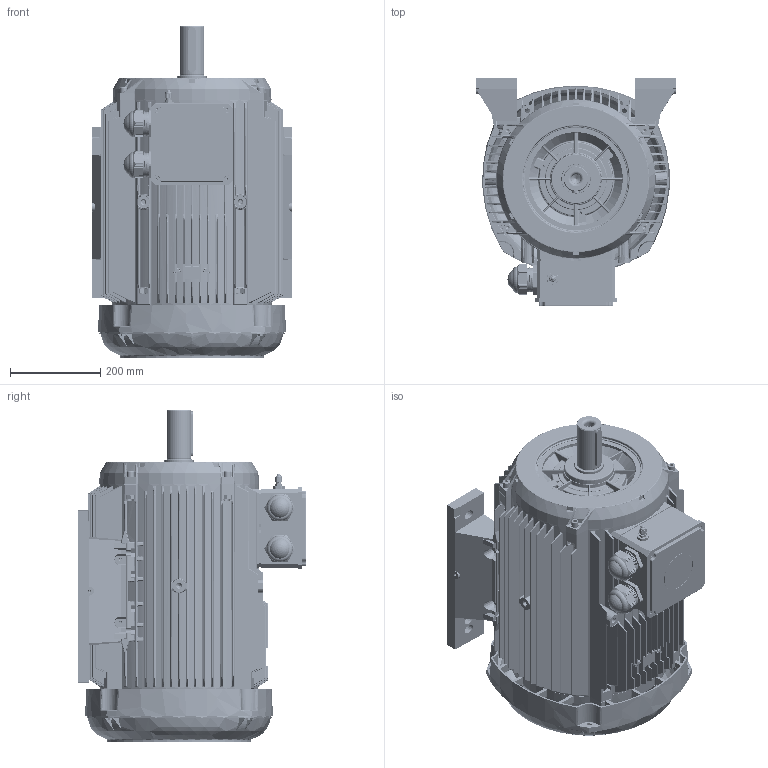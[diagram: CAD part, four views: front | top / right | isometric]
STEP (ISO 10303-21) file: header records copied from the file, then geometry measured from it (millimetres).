
FILE_DESCRIPTION(/* description */ (''),/* implementation_level */ '2;1');
FILE_NAME(/* name */ '(QE series) 225_B3_2P.stp',/* time_stamp */ '2024-07-29T13:17:42+03:00',/* author */ (''),/* organization */ (''),/* preprocessor_version */ 'ST-DEVELOPER v18.102',/* originating_system */ 'SIEMENS PLM Software NX2206.8101',/* authorisation */ '');
FILE_SCHEMA (('AUTOMOTIVE_DESIGN { 1 0 10303 214 3 1 1 1 }'));
Products named in the file (1): AB_objects
Bounding box: 442 x 507.5 x 736.99 mm (x, y, z)
Surface area: 5149128.8 mm2 (no closed solid volume)
Topology: 0 solids, 98 shells, 15092 faces, 41318 edges, 25396 vertices
Faces by surface type: plane 6627, bspline 3859, cylinder 2843, cone 749, torus 718, sphere 285, extrusion 7, revolution 4
Full cylindrical faces by diameter (mm): 0.7 x6, 4 x3, 4.3 x4, 5 x7, 5.5 x5, 5.853 x6, 6 x5, 6.3 x1, 6.4 x1, 6.5 x4, 6.7 x1, 6.8 x2, 7.2 x1, 7.5 x5, 7.6 x1, 8.6 x1, 8.9 x1, 10 x2, 10.12 x4, 10.3 x4, 10.5 x4, 10.7 x5, 11 x6, 12 x6, 12.9 x6, 14.4 x1, 14.5 x1, 18.12 x6, 18.5 x1, 20 x1
Entity records: 599207 total; most frequent: CARTESIAN_POINT 262187, ORIENTED_EDGE 79492, DIRECTION 58215, EDGE_CURVE 39746, VERTEX_POINT 25151, AXIS2_PLACEMENT_3D 21385, EDGE_LOOP 17139, VECTOR 15441
